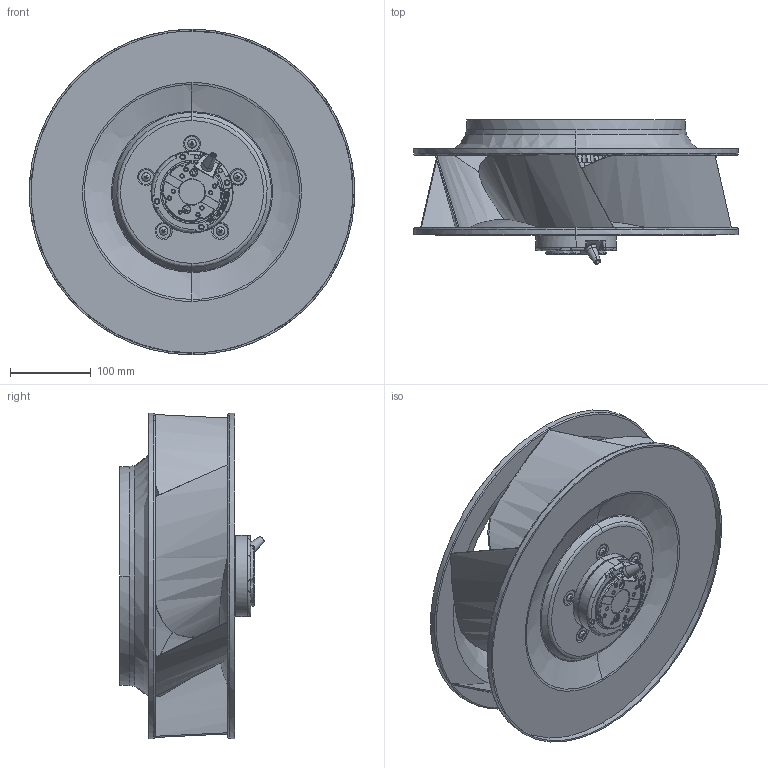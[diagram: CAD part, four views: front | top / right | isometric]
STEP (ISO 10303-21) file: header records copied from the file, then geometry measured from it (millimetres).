
FILE_DESCRIPTION (( 'STEP AP203' ), '1' );
FILE_NAME ('OAB400_m2.stp', '2023-01-20T17:44:50', ( '' ), ( '' ), 'SwSTEP 2.0', 'SolidWorks 2018', '' );
FILE_SCHEMA (( 'CONFIG_CONTROL_DESIGN' ));
Length unit declared in the file: millimetre
Products named in the file (1): OAB400_m2
Bounding box: 403.53 x 179.15 x 404 mm (x, y, z)
Volume: 1564256.7 mm3; surface area: 787517.1 mm2
Topology: 1 solids, 1 shells, 1644 faces, 4292 edges, 2721 vertices
Faces by surface type: bspline 1644
Entity records: 105954 total; most frequent: CARTESIAN_POINT 80578, ORIENTED_EDGE 8544, EDGE_CURVE 4272, B_SPLINE_CURVE_WITH_KNOTS 3497, VERTEX_POINT 2721, EDGE_LOOP 1761, FACE_OUTER_BOUND 1644, ADVANCED_FACE 1644
